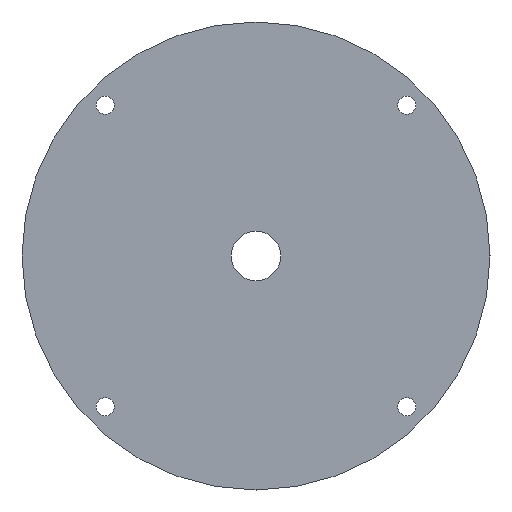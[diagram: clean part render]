
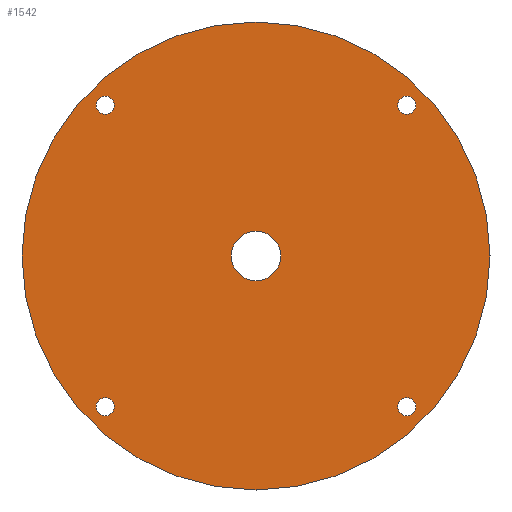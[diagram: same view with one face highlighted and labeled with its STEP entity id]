
A CAD part, front view. The second image highlights one B-rep face of the part: STEP entity #1542.
In plain terms, the highlighted planar face has unit normal (0, -1, 0).
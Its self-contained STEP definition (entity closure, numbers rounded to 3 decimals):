
#34 = CARTESIAN_POINT ( 'NONE',  ( 0., -1., 0. ) ) ;
#41 = DIRECTION ( 'NONE',  ( 0., 1., 0. ) ) ;
#61 = CARTESIAN_POINT ( 'NONE',  ( -54.801, -1., -54.801 ) ) ;
#71 = FACE_OUTER_BOUND ( 'NONE', #979, .T. ) ;
#73 = CIRCLE ( 'NONE', #1342, 85. ) ;
#74 = DIRECTION ( 'NONE',  ( 0., 1., 0. ) ) ;
#90 = AXIS2_PLACEMENT_3D ( 'NONE', #1687, #797, #745 ) ;
#146 = EDGE_CURVE ( 'NONE', #928, #928, #1261, .T. ) ;
#151 = CIRCLE ( 'NONE', #567, 3.3 ) ;
#158 = DIRECTION ( 'NONE',  ( 0., 1., 0. ) ) ;
#161 = CARTESIAN_POINT ( 'NONE',  ( 54.801, -1., -54.801 ) ) ;
#178 = FACE_BOUND ( 'NONE', #1625, .T. ) ;
#191 = CARTESIAN_POINT ( 'NONE',  ( 54.801, -1., -51.501 ) ) ;
#241 = EDGE_LOOP ( 'NONE', ( #629 ) ) ;
#264 = ORIENTED_EDGE ( 'NONE', *, *, #1451, .T. ) ;
#292 = AXIS2_PLACEMENT_3D ( 'NONE', #399, #158, #316 ) ;
#310 = ORIENTED_EDGE ( 'NONE', *, *, #1889, .T. ) ;
#316 = DIRECTION ( 'NONE',  ( 0., 0., -1. ) ) ;
#325 = CIRCLE ( 'NONE', #90, 9. ) ;
#375 = FACE_BOUND ( 'NONE', #241, .T. ) ;
#377 = AXIS2_PLACEMENT_3D ( 'NONE', #1774, #41, #1339 ) ;
#387 = DIRECTION ( 'NONE',  ( 1., 0., 0. ) ) ;
#399 = CARTESIAN_POINT ( 'NONE',  ( -54.801, -1., 54.801 ) ) ;
#409 = VERTEX_POINT ( 'NONE', #191 ) ;
#531 = DIRECTION ( 'NONE',  ( 0., 0., -1. ) ) ;
#567 = AXIS2_PLACEMENT_3D ( 'NONE', #161, #1907, #1297 ) ;
#574 = VERTEX_POINT ( 'NONE', #1800 ) ;
#592 = AXIS2_PLACEMENT_3D ( 'NONE', #61, #74, #387 ) ;
#608 = EDGE_LOOP ( 'NONE', ( #310 ) ) ;
#617 = EDGE_CURVE ( 'NONE', #1178, #1178, #913, .T. ) ;
#629 = ORIENTED_EDGE ( 'NONE', *, *, #617, .T. ) ;
#711 = EDGE_LOOP ( 'NONE', ( #264 ) ) ;
#745 = DIRECTION ( 'NONE',  ( 0., 0., 1. ) ) ;
#797 = DIRECTION ( 'NONE',  ( 0., 1., 0. ) ) ;
#913 = CIRCLE ( 'NONE', #377, 3.3 ) ;
#928 = VERTEX_POINT ( 'NONE', #1631 ) ;
#979 = EDGE_LOOP ( 'NONE', ( #1525 ) ) ;
#1050 = ORIENTED_EDGE ( 'NONE', *, *, #1772, .T. ) ;
#1100 = FACE_BOUND ( 'NONE', #608, .T. ) ;
#1130 = EDGE_CURVE ( 'NONE', #574, #574, #73, .T. ) ;
#1152 = PLANE ( 'NONE',  #1247 ) ;
#1165 = ORIENTED_EDGE ( 'NONE', *, *, #146, .T. ) ;
#1178 = VERTEX_POINT ( 'NONE', #1654 ) ;
#1247 = AXIS2_PLACEMENT_3D ( 'NONE', #1649, #1329, #531 ) ;
#1261 = CIRCLE ( 'NONE', #592, 3.3 ) ;
#1280 = EDGE_LOOP ( 'NONE', ( #1165 ) ) ;
#1297 = DIRECTION ( 'NONE',  ( 0., 0., 1. ) ) ;
#1319 = DIRECTION ( 'NONE',  ( 0., 1., 0. ) ) ;
#1329 = DIRECTION ( 'NONE',  ( 0., -1., 0. ) ) ;
#1339 = DIRECTION ( 'NONE',  ( -1., 0., 0. ) ) ;
#1342 = AXIS2_PLACEMENT_3D ( 'NONE', #34, #1319, #1910 ) ;
#1451 = EDGE_CURVE ( 'NONE', #1501, #1501, #1846, .T. ) ;
#1501 = VERTEX_POINT ( 'NONE', #1948 ) ;
#1525 = ORIENTED_EDGE ( 'NONE', *, *, #1130, .F. ) ;
#1542 = ADVANCED_FACE ( 'NONE', ( #375, #1949, #1869, #1100, #178, #71 ), #1152, .T. ) ;
#1625 = EDGE_LOOP ( 'NONE', ( #1050 ) ) ;
#1631 = CARTESIAN_POINT ( 'NONE',  ( -51.501, -1., -54.801 ) ) ;
#1649 = CARTESIAN_POINT ( 'NONE',  ( -9., -1., 0. ) ) ;
#1654 = CARTESIAN_POINT ( 'NONE',  ( 51.501, -1., 54.801 ) ) ;
#1687 = CARTESIAN_POINT ( 'NONE',  ( 0., -1., 0. ) ) ;
#1712 = VERTEX_POINT ( 'NONE', #1923 ) ;
#1772 = EDGE_CURVE ( 'NONE', #1712, #1712, #325, .T. ) ;
#1774 = CARTESIAN_POINT ( 'NONE',  ( 54.801, -1., 54.801 ) ) ;
#1800 = CARTESIAN_POINT ( 'NONE',  ( 0., -1., 85. ) ) ;
#1846 = CIRCLE ( 'NONE', #292, 3.3 ) ;
#1869 = FACE_BOUND ( 'NONE', #1280, .T. ) ;
#1889 = EDGE_CURVE ( 'NONE', #409, #409, #151, .T. ) ;
#1907 = DIRECTION ( 'NONE',  ( 0., 1., 0. ) ) ;
#1910 = DIRECTION ( 'NONE',  ( 0., 0., 1. ) ) ;
#1923 = CARTESIAN_POINT ( 'NONE',  ( 0., -1., 9. ) ) ;
#1948 = CARTESIAN_POINT ( 'NONE',  ( -54.801, -1., 51.501 ) ) ;
#1949 = FACE_BOUND ( 'NONE', #711, .T. ) ;
